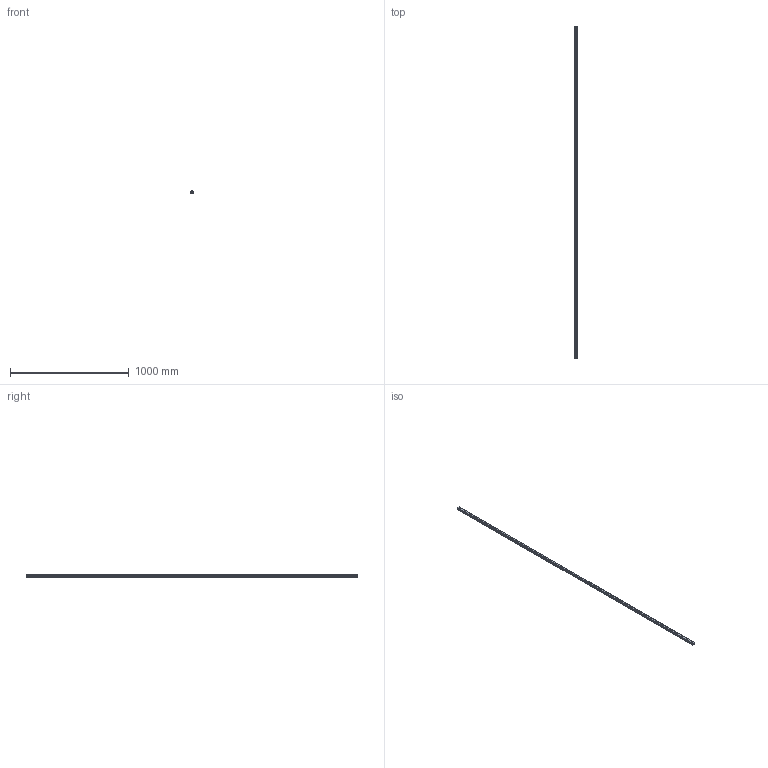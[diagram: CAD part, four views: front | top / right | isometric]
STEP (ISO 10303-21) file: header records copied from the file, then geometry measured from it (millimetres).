
FILE_DESCRIPTION(('STEP AP214'),'1');
FILE_NAME('cctmp_F164BDB7-8DA9-48DF-A1B0-091CE147F85F_2021_02_09_16_03_03_0322..stp','2021-02-09T15:03:03',('HIWIN GmbH'),('CADClick - www.CADClick.com'),'Spatial InterOp 3D',' ','unknown authorization');
FILE_SCHEMA(('AUTOMOTIVE_DESIGN'));
Length unit declared in the file: millimetre
Products named in the file (1): EGR25R2800C_FILE
Bounding box: 23 x 2800 x 18 mm (x, y, z)
Volume: 962663.9 mm3; surface area: 260419.6 mm2
Topology: 1 solids, 1 shells, 669 faces, 1707 edges, 1138 vertices
Faces by surface type: plane 367, cylinder 302
Entity records: 26137 total; most frequent: DIRECTION 4027, CARTESIAN_POINT 3515, ORIENTED_EDGE 3414, EDGE_CURVE 1707, AXIS2_PLACEMENT_3D 1650, VERTEX_POINT 1138, CIRCLE 792, EDGE_LOOP 767
